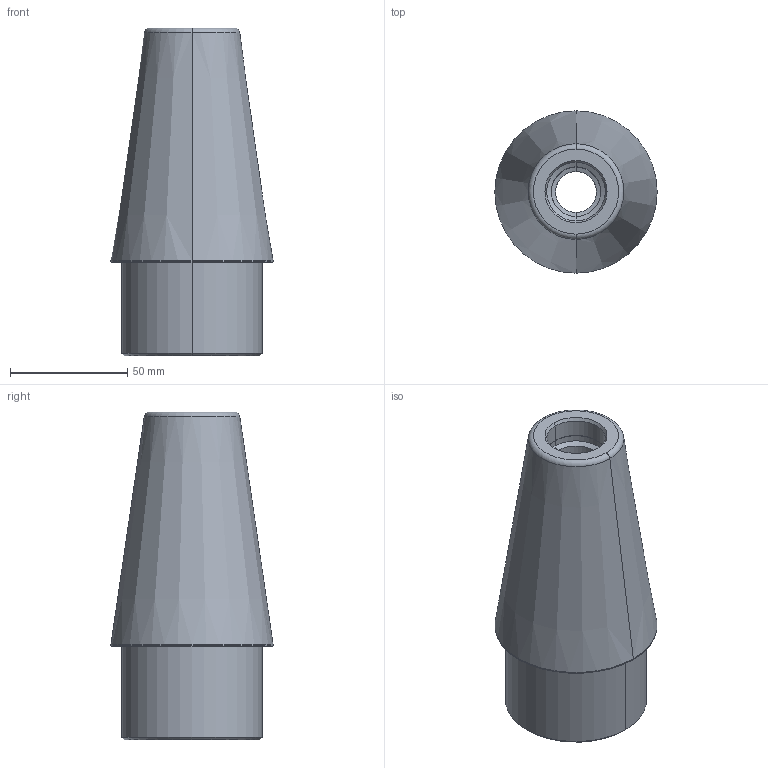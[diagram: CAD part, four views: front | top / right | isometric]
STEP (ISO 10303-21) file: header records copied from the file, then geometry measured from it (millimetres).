
FILE_DESCRIPTION(('no description'),'unknown implementation level');
FILE_NAME('868B492C-C7F2-47B4-B9E7-07C403C7F238_export.stp',' ',('CIMSOURCE GmbH'),('CADClick - KiM GmbH - www.kimweb.de'),'unknown preprocess','ACIS','unknown authorization');
FILE_SCHEMA(('automotive_design'));
Length unit declared in the file: millimetre
Products named in the file (1): <N115.41>-<K�rper-Verschieben/Kopieren1>
Bounding box: 69.19 x 69.19 x 139.85 mm (x, y, z)
Volume: 302369.5 mm3; surface area: 40675.3 mm2
Topology: 1 solids, 1 shells, 47 faces, 98 edges, 56 vertices
Faces by surface type: cylinder 22, cone 18, plane 5, torus 2
Entity records: 2603 total; most frequent: CARTESIAN_POINT 393, DIRECTION 242, STYLED_ITEM 202, PRESENTATION_STYLE_ASSIGNMENT 202, COLOUR_RGB 202, ORIENTED_EDGE 196, AXIS2_PLACEMENT_3D 101, EDGE_CURVE 98
